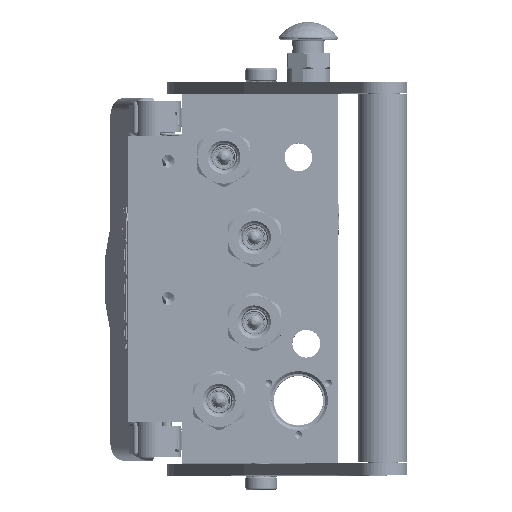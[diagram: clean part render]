
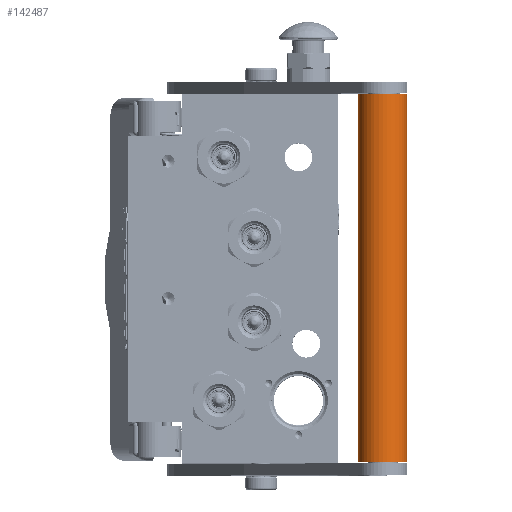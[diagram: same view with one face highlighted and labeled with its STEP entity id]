
A CAD part, top view. The second image highlights one B-rep face of the part: STEP entity #142487.
In plain terms, the highlighted cylindrical face has radius 12.5 mm (diameter 25 mm), a partial arc.
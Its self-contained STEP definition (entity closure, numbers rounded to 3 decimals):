
#4886 = CARTESIAN_POINT ( 'NONE',  ( 192., 0., -12.5 ) ) ;
#6453 = CARTESIAN_POINT ( 'NONE',  ( 4.5, 0., -12.5 ) ) ;
#8904 = LINE ( 'NONE', #13215, #109926 ) ;
#11473 = DIRECTION ( 'NONE',  ( 0., 0., -1. ) ) ;
#11584 = ORIENTED_EDGE ( 'NONE', *, *, #103736, .T. ) ;
#13215 = CARTESIAN_POINT ( 'NONE',  ( 192., 0., 12.5 ) ) ;
#20873 = AXIS2_PLACEMENT_3D ( 'NONE', #23039, #155472, #102511 ) ;
#23039 = CARTESIAN_POINT ( 'NONE',  ( 4.5, 0., 0. ) ) ;
#24170 = DIRECTION ( 'NONE',  ( 1., 0., 0. ) ) ;
#26196 = AXIS2_PLACEMENT_3D ( 'NONE', #89829, #24170, #11473 ) ;
#28938 = CARTESIAN_POINT ( 'NONE',  ( 4.5, 0., 12.5 ) ) ;
#32643 = CIRCLE ( 'NONE', #26196, 12.5 ) ;
#32726 = VERTEX_POINT ( 'NONE', #6453 ) ;
#41155 = CYLINDRICAL_SURFACE ( 'NONE', #97313, 12.5 ) ;
#45527 = EDGE_CURVE ( 'NONE', #119926, #114175, #32643, .T. ) ;
#46070 = ORIENTED_EDGE ( 'NONE', *, *, #161491, .F. ) ;
#46388 = DIRECTION ( 'NONE',  ( -1., 0., 0. ) ) ;
#53853 = EDGE_LOOP ( 'NONE', ( #158734, #46070, #120395, #11584 ) ) ;
#70925 = VERTEX_POINT ( 'NONE', #28938 ) ;
#73436 = CARTESIAN_POINT ( 'NONE',  ( -9.825, 0., 0. ) ) ;
#74772 = CIRCLE ( 'NONE', #20873, 12.5 ) ;
#81023 = VECTOR ( 'NONE', #83778, 1000. ) ;
#83778 = DIRECTION ( 'NONE',  ( -1., 0., 0. ) ) ;
#89829 = CARTESIAN_POINT ( 'NONE',  ( 192., 0., 0. ) ) ;
#93578 = CARTESIAN_POINT ( 'NONE',  ( 192., 0., 12.5 ) ) ;
#97313 = AXIS2_PLACEMENT_3D ( 'NONE', #73436, #46388, #114301 ) ;
#102511 = DIRECTION ( 'NONE',  ( 0., 0., -1. ) ) ;
#103736 = EDGE_CURVE ( 'NONE', #119926, #32726, #116034, .T. ) ;
#109926 = VECTOR ( 'NONE', #157723, 1000. ) ;
#114175 = VERTEX_POINT ( 'NONE', #93578 ) ;
#114301 = DIRECTION ( 'NONE',  ( 0., 0., 1. ) ) ;
#116034 = LINE ( 'NONE', #4886, #81023 ) ;
#117306 = FACE_OUTER_BOUND ( 'NONE', #53853, .T. ) ;
#117539 = CARTESIAN_POINT ( 'NONE',  ( 192., 0., -12.5 ) ) ;
#119926 = VERTEX_POINT ( 'NONE', #117539 ) ;
#120395 = ORIENTED_EDGE ( 'NONE', *, *, #45527, .F. ) ;
#139275 = EDGE_CURVE ( 'NONE', #32726, #70925, #74772, .T. ) ;
#142487 = ADVANCED_FACE ( 'NONE', ( #117306 ), #41155, .T. ) ;
#155472 = DIRECTION ( 'NONE',  ( 1., 0., 0. ) ) ;
#157723 = DIRECTION ( 'NONE',  ( -1., 0., 0. ) ) ;
#158734 = ORIENTED_EDGE ( 'NONE', *, *, #139275, .T. ) ;
#161491 = EDGE_CURVE ( 'NONE', #114175, #70925, #8904, .T. ) ;
